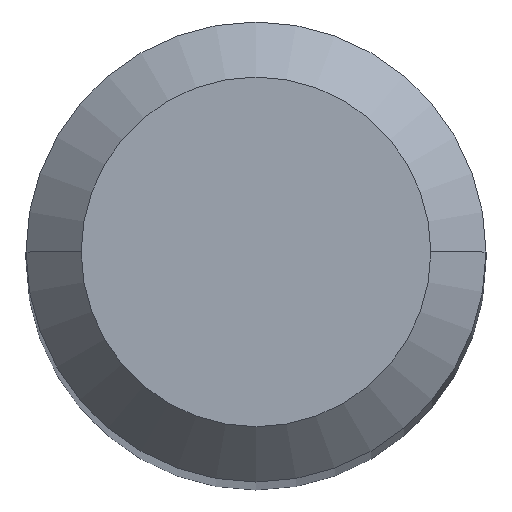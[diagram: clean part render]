
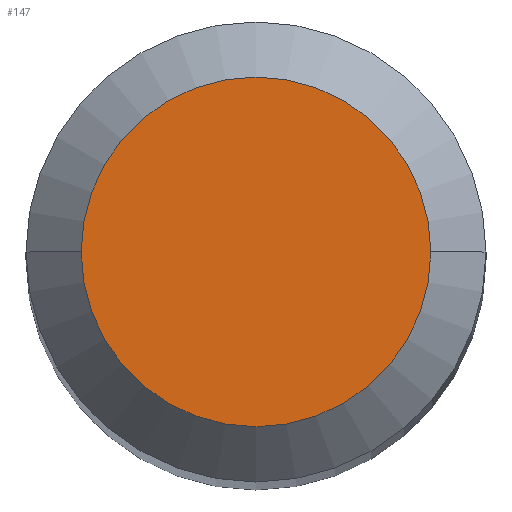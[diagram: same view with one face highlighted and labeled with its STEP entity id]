
A CAD part, top view. The second image highlights one B-rep face of the part: STEP entity #147.
In plain terms, the highlighted planar face has unit normal (0, 0, 1).
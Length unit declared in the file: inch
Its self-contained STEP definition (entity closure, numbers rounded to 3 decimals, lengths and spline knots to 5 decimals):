
#1 = EDGE_LOOP ( 'NONE', ( #4, #152 ) ) ;
#4 = ORIENTED_EDGE ( 'NONE', *, *, #431, .T. ) ;
#5 = AXIS2_PLACEMENT_3D ( 'NONE', #92, #380, #197 ) ;
#12 = DIRECTION ( 'NONE',  ( 0., 0., 1. ) ) ;
#82 = DIRECTION ( 'NONE',  ( 0., 0., -1. ) ) ;
#92 = CARTESIAN_POINT ( 'NONE',  ( 0., 0., 0. ) ) ;
#133 = CARTESIAN_POINT ( 'NONE',  ( 0.0475, 0., 0. ) ) ;
#135 = DIRECTION ( 'NONE',  ( -1., 0., 0. ) ) ;
#140 = CIRCLE ( 'NONE', #285, 0.0475 ) ;
#147 = ADVANCED_FACE ( 'NONE', ( #304 ), #451, .F. ) ;
#152 = ORIENTED_EDGE ( 'NONE', *, *, #368, .T. ) ;
#169 = CARTESIAN_POINT ( 'NONE',  ( -0.0475, 0., 0. ) ) ;
#197 = DIRECTION ( 'NONE',  ( 1., 0., 0. ) ) ;
#229 = CIRCLE ( 'NONE', #5, 0.0475 ) ;
#285 = AXIS2_PLACEMENT_3D ( 'NONE', #403, #12, #452 ) ;
#293 = VERTEX_POINT ( 'NONE', #133 ) ;
#304 = FACE_OUTER_BOUND ( 'NONE', #1, .T. ) ;
#332 = VERTEX_POINT ( 'NONE', #169 ) ;
#368 = EDGE_CURVE ( 'NONE', #293, #332, #229, .T. ) ;
#374 = CARTESIAN_POINT ( 'NONE',  ( 0., 0.0475, 0. ) ) ;
#380 = DIRECTION ( 'NONE',  ( 0., 0., 1. ) ) ;
#403 = CARTESIAN_POINT ( 'NONE',  ( 0., 0., 0. ) ) ;
#431 = EDGE_CURVE ( 'NONE', #332, #293, #140, .T. ) ;
#450 = AXIS2_PLACEMENT_3D ( 'NONE', #374, #82, #135 ) ;
#451 = PLANE ( 'NONE',  #450 ) ;
#452 = DIRECTION ( 'NONE',  ( 1., 0., 0. ) ) ;
